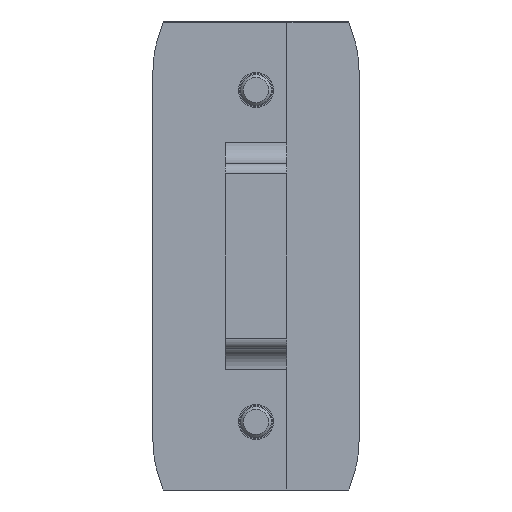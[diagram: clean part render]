
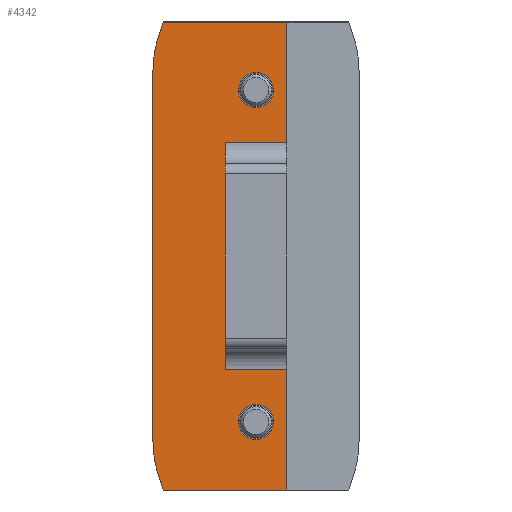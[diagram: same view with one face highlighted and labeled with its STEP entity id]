
A CAD part, front view. The second image highlights one B-rep face of the part: STEP entity #4342.
In plain terms, the highlighted planar face has unit normal (0, -1, 0).
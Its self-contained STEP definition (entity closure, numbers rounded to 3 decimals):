
#172=FACE_BOUND('',#737,.T.);
#173=FACE_BOUND('',#738,.T.);
#249=PLANE('',#4751);
#466=FACE_OUTER_BOUND('',#736,.T.);
#736=EDGE_LOOP('',(#3553,#3554,#3555,#3556,#3557,#3558,#3559,#3560,#3561,
#3562,#3563,#3564));
#737=EDGE_LOOP('',(#3565));
#738=EDGE_LOOP('',(#3566));
#1064=LINE('',#8028,#1459);
#1068=LINE('',#8036,#1463);
#1072=LINE('',#8051,#1467);
#1074=LINE('',#8058,#1469);
#1076=LINE('',#8062,#1471);
#1077=LINE('',#8064,#1472);
#1078=LINE('',#8068,#1473);
#1079=LINE('',#8072,#1474);
#1080=LINE('',#8073,#1475);
#1081=LINE('',#8074,#1476);
#1459=VECTOR('',#5625,10.);
#1463=VECTOR('',#5629,10.);
#1467=VECTOR('',#5645,10.);
#1469=VECTOR('',#5653,10.);
#1471=VECTOR('',#5657,10.);
#1472=VECTOR('',#5658,10.);
#1473=VECTOR('',#5661,10.);
#1474=VECTOR('',#5664,10.);
#1475=VECTOR('',#5665,10.);
#1476=VECTOR('',#5666,10.);
#1759=CIRCLE('',#4752,11.);
#1760=CIRCLE('',#4753,11.);
#1761=CIRCLE('',#4754,1.7);
#1762=CIRCLE('',#4755,1.7);
#2049=VERTEX_POINT('',#8025);
#2050=VERTEX_POINT('',#8027);
#2053=VERTEX_POINT('',#8033);
#2054=VERTEX_POINT('',#8035);
#2058=VERTEX_POINT('',#8047);
#2061=VERTEX_POINT('',#8056);
#2062=VERTEX_POINT('',#8061);
#2063=VERTEX_POINT('',#8063);
#2064=VERTEX_POINT('',#8065);
#2065=VERTEX_POINT('',#8067);
#2066=VERTEX_POINT('',#8069);
#2067=VERTEX_POINT('',#8071);
#2068=VERTEX_POINT('',#8075);
#2069=VERTEX_POINT('',#8077);
#2570=EDGE_CURVE('',#2049,#2050,#1064,.T.);
#2574=EDGE_CURVE('',#2053,#2054,#1068,.T.);
#2582=EDGE_CURVE('',#2054,#2058,#1072,.T.);
#2585=EDGE_CURVE('',#2061,#2049,#1074,.T.);
#2587=EDGE_CURVE('',#2053,#2062,#1076,.F.);
#2588=EDGE_CURVE('',#2063,#2062,#1077,.T.);
#2589=EDGE_CURVE('',#2064,#2063,#1759,.T.);
#2590=EDGE_CURVE('',#2065,#2064,#1078,.T.);
#2591=EDGE_CURVE('',#2066,#2065,#1760,.T.);
#2592=EDGE_CURVE('',#2067,#2066,#1079,.T.);
#2593=EDGE_CURVE('',#2050,#2067,#1080,.T.);
#2594=EDGE_CURVE('',#2061,#2058,#1081,.T.);
#2595=EDGE_CURVE('',#2068,#2068,#1761,.T.);
#2596=EDGE_CURVE('',#2069,#2069,#1762,.T.);
#3553=ORIENTED_EDGE('',*,*,#2582,.F.);
#3554=ORIENTED_EDGE('',*,*,#2574,.F.);
#3555=ORIENTED_EDGE('',*,*,#2587,.T.);
#3556=ORIENTED_EDGE('',*,*,#2588,.F.);
#3557=ORIENTED_EDGE('',*,*,#2589,.F.);
#3558=ORIENTED_EDGE('',*,*,#2590,.F.);
#3559=ORIENTED_EDGE('',*,*,#2591,.F.);
#3560=ORIENTED_EDGE('',*,*,#2592,.F.);
#3561=ORIENTED_EDGE('',*,*,#2593,.F.);
#3562=ORIENTED_EDGE('',*,*,#2570,.F.);
#3563=ORIENTED_EDGE('',*,*,#2585,.F.);
#3564=ORIENTED_EDGE('',*,*,#2594,.T.);
#3565=ORIENTED_EDGE('',*,*,#2595,.T.);
#3566=ORIENTED_EDGE('',*,*,#2596,.T.);
#4342=ADVANCED_FACE('',(#466,#172,#173),#249,.F.);
#4751=AXIS2_PLACEMENT_3D('',#8060,#5655,#5656);
#4752=AXIS2_PLACEMENT_3D('',#8066,#5659,#5660);
#4753=AXIS2_PLACEMENT_3D('',#8070,#5662,#5663);
#4754=AXIS2_PLACEMENT_3D('',#8076,#5667,#5668);
#4755=AXIS2_PLACEMENT_3D('',#8078,#5669,#5670);
#5625=DIRECTION('',(0.,0.,-1.));
#5629=DIRECTION('',(0.,0.,-1.));
#5645=DIRECTION('',(-1.,0.,0.));
#5653=DIRECTION('',(1.,0.,0.));
#5655=DIRECTION('center_axis',(0.,1.,0.));
#5656=DIRECTION('ref_axis',(1.,0.,0.));
#5657=DIRECTION('',(1.,0.,0.));
#5658=DIRECTION('',(0.316,0.,0.949));
#5659=DIRECTION('center_axis',(0.,1.,0.));
#5660=DIRECTION('ref_axis',(-0.987,0.,0.16));
#5661=DIRECTION('',(0.,0.,1.));
#5662=DIRECTION('center_axis',(0.,1.,0.));
#5663=DIRECTION('ref_axis',(-0.987,0.,-0.16));
#5664=DIRECTION('',(-0.316,0.,0.949));
#5665=DIRECTION('',(-1.,0.,0.));
#5666=DIRECTION('',(0.,0.,1.));
#5667=DIRECTION('center_axis',(0.,1.,0.));
#5668=DIRECTION('ref_axis',(-1.,0.,0.));
#5669=DIRECTION('center_axis',(0.,1.,0.));
#5670=DIRECTION('ref_axis',(-1.,0.,0.));
#8025=CARTESIAN_POINT('',(547.,414.,282.804));
#8027=CARTESIAN_POINT('',(547.,414.,271.104));
#8028=CARTESIAN_POINT('',(547.,414.,319.504));
#8033=CARTESIAN_POINT('',(547.,414.,316.504));
#8035=CARTESIAN_POINT('',(547.,414.,304.804));
#8036=CARTESIAN_POINT('',(547.,414.,319.504));
#8047=CARTESIAN_POINT('',(541.,414.,304.804));
#8051=CARTESIAN_POINT('',(542.75,414.,304.804));
#8056=CARTESIAN_POINT('',(541.,414.,282.804));
#8058=CARTESIAN_POINT('',(539.75,414.,282.804));
#8060=CARTESIAN_POINT('Origin',(538.5,414.,316.504));
#8061=CARTESIAN_POINT('',(535.,414.,316.504));
#8062=CARTESIAN_POINT('',(535.75,414.,316.504));
#8063=CARTESIAN_POINT('',(534.564,414.,315.197));
#8064=CARTESIAN_POINT('',(534.925,414.,316.279));
#8065=CARTESIAN_POINT('',(534.,414.,311.719));
#8066=CARTESIAN_POINT('Origin',(545.,414.,311.719));
#8067=CARTESIAN_POINT('',(534.,414.,275.889));
#8068=CARTESIAN_POINT('',(534.,414.,316.504));
#8069=CARTESIAN_POINT('',(534.564,414.,272.41));
#8070=CARTESIAN_POINT('Origin',(545.,414.,275.889));
#8071=CARTESIAN_POINT('',(535.,414.,271.104));
#8072=CARTESIAN_POINT('',(528.115,414.,291.759));
#8073=CARTESIAN_POINT('',(535.75,414.,271.104));
#8074=CARTESIAN_POINT('',(541.,414.,310.154));
#8075=CARTESIAN_POINT('',(545.7,414.,277.704));
#8076=CARTESIAN_POINT('Origin',(544.,414.,277.704));
#8077=CARTESIAN_POINT('',(545.7,414.,309.904));
#8078=CARTESIAN_POINT('Origin',(544.,414.,309.904));
